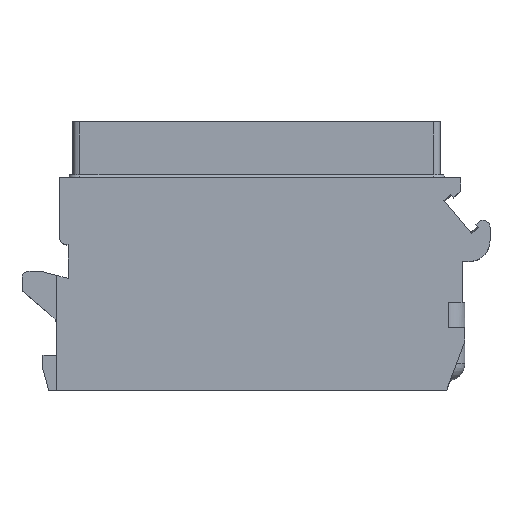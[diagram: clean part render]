
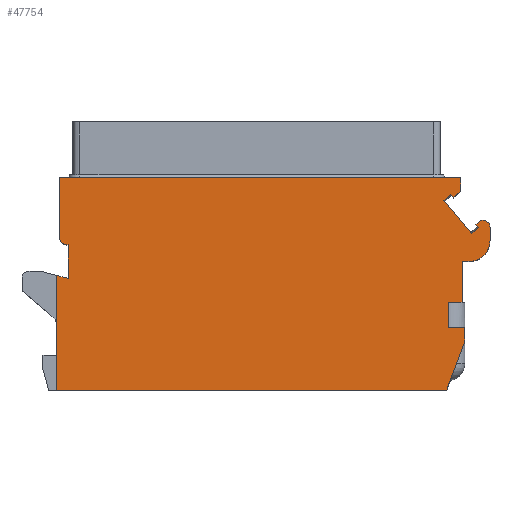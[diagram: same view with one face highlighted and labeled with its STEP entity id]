
A CAD part, top view. The second image highlights one B-rep face of the part: STEP entity #47754.
In plain terms, the highlighted planar face has unit normal (0, 0, 1).
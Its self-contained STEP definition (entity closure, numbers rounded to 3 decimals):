
#2398=DIRECTION('',(0.643,-0.766,0.));
#2399=VECTOR('',#2398,0.3);
#2400=CARTESIAN_POINT('',(15.698,11.873,7.));
#2401=LINE('',#2400,#2399);
#2402=DIRECTION('',(0.766,0.643,0.));
#2403=VECTOR('',#2402,0.236);
#2404=CARTESIAN_POINT('',(15.698,11.873,7.));
#2405=LINE('',#2404,#2403);
#2406=DIRECTION('',(0.,1.,0.));
#2407=VECTOR('',#2406,0.942);
#2408=CARTESIAN_POINT('',(16.7,10.7,7.));
#2409=LINE('',#2408,#2407);
#2410=DIRECTION('',(-1.,0.,0.));
#2411=VECTOR('',#2410,0.5);
#2412=CARTESIAN_POINT('',(15.2,9.2,7.));
#2413=LINE('',#2412,#2411);
#2414=DIRECTION('',(0.,-1.,0.));
#2415=VECTOR('',#2414,2.9);
#2416=CARTESIAN_POINT('',(14.7,9.2,7.));
#2417=LINE('',#2416,#2415);
#2418=DIRECTION('',(-1.,0.,0.));
#2419=VECTOR('',#2418,1.);
#2420=CARTESIAN_POINT('',(14.7,6.3,7.));
#2421=LINE('',#2420,#2419);
#2422=DIRECTION('',(0.,-1.,0.));
#2423=VECTOR('',#2422,1.8);
#2424=CARTESIAN_POINT('',(13.7,6.3,7.));
#2425=LINE('',#2424,#2423);
#2426=DIRECTION('',(1.,0.,0.));
#2427=VECTOR('',#2426,1.2);
#2428=CARTESIAN_POINT('',(13.7,4.5,7.));
#2429=LINE('',#2428,#2427);
#2430=DIRECTION('',(0.,-1.,0.));
#2431=VECTOR('',#2430,1.);
#2432=CARTESIAN_POINT('',(14.9,4.5,7.));
#2433=LINE('',#2432,#2431);
#2434=DIRECTION('',(-0.348,-0.937,0.));
#2435=VECTOR('',#2434,3.734);
#2436=CARTESIAN_POINT('',(14.9,3.5,7.));
#2437=LINE('',#2436,#2435);
#2438=DIRECTION('',(1.,0.,0.));
#2439=VECTOR('',#2438,27.9);
#2440=CARTESIAN_POINT('',(-14.3,0.,7.));
#2441=LINE('',#2440,#2439);
#2442=DIRECTION('',(0.966,-0.259,0.));
#2443=VECTOR('',#2442,0.828);
#2444=CARTESIAN_POINT('',(-14.3,8.205,7.));
#2445=LINE('',#2444,#2443);
#2446=DIRECTION('',(0.,1.,0.));
#2447=VECTOR('',#2446,2.409);
#2448=CARTESIAN_POINT('',(-13.5,7.991,7.));
#2449=LINE('',#2448,#2447);
#2450=DIRECTION('',(-1.,0.,0.));
#2451=VECTOR('',#2450,0.1);
#2452=CARTESIAN_POINT('',(-13.5,10.4,7.));
#2453=LINE('',#2452,#2451);
#2454=CARTESIAN_POINT('',(-13.6,10.9,7.));
#2455=DIRECTION('',(0.,0.,1.));
#2456=DIRECTION('',(-1.,0.,0.));
#2457=AXIS2_PLACEMENT_3D('',#2454,#2455,#2456);
#2459=DIRECTION('',(0.,-1.,0.));
#2460=VECTOR('',#2459,4.3);
#2461=CARTESIAN_POINT('',(-14.1,15.2,7.));
#2462=LINE('',#2461,#2460);
#2463=DIRECTION('',(-1.,0.,0.));
#2464=VECTOR('',#2463,28.7);
#2465=CARTESIAN_POINT('',(14.6,15.2,7.));
#2466=LINE('',#2465,#2464);
#2467=DIRECTION('',(0.,-1.,0.));
#2468=VECTOR('',#2467,0.985);
#2469=CARTESIAN_POINT('',(14.6,15.2,7.));
#2470=LINE('',#2469,#2468);
#2471=DIRECTION('',(-0.766,-0.643,0.));
#2472=VECTOR('',#2471,0.665);
#2473=CARTESIAN_POINT('',(14.6,14.215,7.));
#2474=LINE('',#2473,#2472);
#2475=DIRECTION('',(0.643,-0.766,0.));
#2476=VECTOR('',#2475,0.3);
#2477=CARTESIAN_POINT('',(13.898,14.018,7.));
#2478=LINE('',#2477,#2476);
#2479=DIRECTION('',(0.643,-0.766,0.));
#2480=VECTOR('',#2479,3.1);
#2481=CARTESIAN_POINT('',(13.4,13.6,7.));
#2482=LINE('',#2481,#2480);
#2495=CARTESIAN_POINT('',(16.2,11.642,7.));
#2496=DIRECTION('',(0.,0.,1.));
#2497=DIRECTION('',(1.,0.,0.));
#2498=AXIS2_PLACEMENT_3D('',#2495,#2496,#2497);
#2522=CARTESIAN_POINT('',(15.2,10.7,7.));
#2523=DIRECTION('',(0.,0.,-1.));
#2524=DIRECTION('',(1.,0.,0.));
#2525=AXIS2_PLACEMENT_3D('',#2522,#2523,#2524);
#2752=DIRECTION('',(0.,-1.,0.));
#2753=VECTOR('',#2752,8.205);
#2754=CARTESIAN_POINT('',(-14.3,8.205,7.));
#2755=LINE('',#2754,#2753);
#8422=DIRECTION('',(0.766,0.643,0.));
#8423=VECTOR('',#8422,0.65);
#8424=CARTESIAN_POINT('',(13.4,13.6,7.));
#8425=LINE('',#8424,#8423);
#8450=DIRECTION('',(-0.766,-0.643,0.));
#8451=VECTOR('',#8450,0.65);
#8452=CARTESIAN_POINT('',(15.891,11.643,7.));
#8453=LINE('',#8452,#8451);
#37368=CARTESIAN_POINT('',(-13.5,7.991,7.));
#37369=CARTESIAN_POINT('',(-13.5,10.4,7.));
#37370=VERTEX_POINT('',#37368);
#37371=VERTEX_POINT('',#37369);
#37372=CARTESIAN_POINT('',(-14.1,10.9,7.));
#37373=CARTESIAN_POINT('',(-13.6,10.4,7.));
#37374=VERTEX_POINT('',#37372);
#37375=VERTEX_POINT('',#37373);
#37376=CARTESIAN_POINT('',(-14.1,15.2,7.));
#37377=VERTEX_POINT('',#37376);
#37378=CARTESIAN_POINT('',(-14.3,8.205,7.));
#37380=VERTEX_POINT('',#37378);
#37390=CARTESIAN_POINT('',(-14.3,0.,7.));
#37391=VERTEX_POINT('',#37390);
#37434=CARTESIAN_POINT('',(14.7,9.2,7.));
#37436=VERTEX_POINT('',#37434);
#37450=CARTESIAN_POINT('',(14.7,6.3,7.));
#37451=CARTESIAN_POINT('',(13.7,6.3,7.));
#37452=VERTEX_POINT('',#37450);
#37453=VERTEX_POINT('',#37451);
#37454=CARTESIAN_POINT('',(13.7,4.5,7.));
#37455=VERTEX_POINT('',#37454);
#37456=CARTESIAN_POINT('',(14.9,4.5,7.));
#37457=VERTEX_POINT('',#37456);
#37458=CARTESIAN_POINT('',(14.9,3.5,7.));
#37459=VERTEX_POINT('',#37458);
#37460=CARTESIAN_POINT('',(13.6,0.,7.));
#37461=VERTEX_POINT('',#37460);
#37463=CARTESIAN_POINT('',(16.7,10.7,7.));
#37465=VERTEX_POINT('',#37463);
#37467=CARTESIAN_POINT('',(15.2,9.2,7.));
#37469=VERTEX_POINT('',#37467);
#37491=CARTESIAN_POINT('',(14.6,15.2,7.));
#37492=CARTESIAN_POINT('',(14.6,14.215,7.));
#37493=VERTEX_POINT('',#37491);
#37494=VERTEX_POINT('',#37492);
#37496=CARTESIAN_POINT('',(16.7,11.642,7.));
#37498=VERTEX_POINT('',#37496);
#37500=CARTESIAN_POINT('',(15.879,12.025,7.));
#37502=VERTEX_POINT('',#37500);
#39844=CARTESIAN_POINT('',(13.4,13.6,7.));
#39846=VERTEX_POINT('',#39844);
#39854=CARTESIAN_POINT('',(15.393,11.225,7.));
#39855=VERTEX_POINT('',#39854);
#39860=CARTESIAN_POINT('',(14.091,13.788,7.));
#39861=VERTEX_POINT('',#39860);
#39862=CARTESIAN_POINT('',(13.898,14.018,7.));
#39864=VERTEX_POINT('',#39862);
#39870=CARTESIAN_POINT('',(15.698,11.873,7.));
#39871=VERTEX_POINT('',#39870);
#39873=CARTESIAN_POINT('',(15.891,11.643,7.));
#39875=VERTEX_POINT('',#39873);
#47698=CARTESIAN_POINT('',(0.,0.,7.));
#47699=DIRECTION('',(0.,0.,1.));
#47700=DIRECTION('',(1.,0.,0.));
#47701=AXIS2_PLACEMENT_3D('',#47698,#47699,#47700);
#47702=PLANE('',#47701);
#47703=ORIENTED_EDGE('',*,*,#47688,.F.);
#47705=ORIENTED_EDGE('',*,*,#47704,.T.);
#47707=ORIENTED_EDGE('',*,*,#47706,.F.);
#47709=ORIENTED_EDGE('',*,*,#47708,.F.);
#47711=ORIENTED_EDGE('',*,*,#47710,.T.);
#47713=ORIENTED_EDGE('',*,*,#47712,.T.);
#47715=ORIENTED_EDGE('',*,*,#47714,.T.);
#47717=ORIENTED_EDGE('',*,*,#47716,.T.);
#47719=ORIENTED_EDGE('',*,*,#47718,.T.);
#47721=ORIENTED_EDGE('',*,*,#47720,.T.);
#47723=ORIENTED_EDGE('',*,*,#47722,.T.);
#47725=ORIENTED_EDGE('',*,*,#47724,.T.);
#47727=ORIENTED_EDGE('',*,*,#47726,.F.);
#47729=ORIENTED_EDGE('',*,*,#47728,.F.);
#47731=ORIENTED_EDGE('',*,*,#47730,.T.);
#47733=ORIENTED_EDGE('',*,*,#47732,.T.);
#47735=ORIENTED_EDGE('',*,*,#47734,.T.);
#47737=ORIENTED_EDGE('',*,*,#47736,.F.);
#47739=ORIENTED_EDGE('',*,*,#47738,.F.);
#47740=ORIENTED_EDGE('',*,*,#47569,.F.);
#47741=ORIENTED_EDGE('',*,*,#47604,.T.);
#47743=ORIENTED_EDGE('',*,*,#47742,.T.);
#47745=ORIENTED_EDGE('',*,*,#47744,.F.);
#47747=ORIENTED_EDGE('',*,*,#47746,.F.);
#47749=ORIENTED_EDGE('',*,*,#47748,.T.);
#47751=ORIENTED_EDGE('',*,*,#47750,.F.);
#47752=EDGE_LOOP('',(#47703,#47705,#47707,#47709,#47711,#47713,#47715,#47717,
#47719,#47721,#47723,#47725,#47727,#47729,#47731,#47733,#47735,#47737,#47739,
#47740,#47741,#47743,#47745,#47747,#47749,#47751));
#47753=FACE_OUTER_BOUND('',#47752,.F.);
#47754=ADVANCED_FACE('',(#47753),#47702,.T.);
#2458=CIRCLE('',#2457,0.5);
#2499=CIRCLE('',#2498,0.5);
#2526=CIRCLE('',#2525,1.5);
#47569=EDGE_CURVE('',#37493,#37377,#2466,.T.);
#47604=EDGE_CURVE('',#37493,#37494,#2470,.T.);
#47688=EDGE_CURVE('',#39871,#39875,#2401,.T.);
#47704=EDGE_CURVE('',#39871,#37502,#2405,.T.);
#47706=EDGE_CURVE('',#37498,#37502,#2499,.T.);
#47708=EDGE_CURVE('',#37465,#37498,#2409,.T.);
#47710=EDGE_CURVE('',#37465,#37469,#2526,.T.);
#47712=EDGE_CURVE('',#37469,#37436,#2413,.T.);
#47714=EDGE_CURVE('',#37436,#37452,#2417,.T.);
#47716=EDGE_CURVE('',#37452,#37453,#2421,.T.);
#47718=EDGE_CURVE('',#37453,#37455,#2425,.T.);
#47720=EDGE_CURVE('',#37455,#37457,#2429,.T.);
#47722=EDGE_CURVE('',#37457,#37459,#2433,.T.);
#47724=EDGE_CURVE('',#37459,#37461,#2437,.T.);
#47726=EDGE_CURVE('',#37391,#37461,#2441,.T.);
#47728=EDGE_CURVE('',#37380,#37391,#2755,.T.);
#47730=EDGE_CURVE('',#37380,#37370,#2445,.T.);
#47732=EDGE_CURVE('',#37370,#37371,#2449,.T.);
#47734=EDGE_CURVE('',#37371,#37375,#2453,.T.);
#47736=EDGE_CURVE('',#37374,#37375,#2458,.T.);
#47738=EDGE_CURVE('',#37377,#37374,#2462,.T.);
#47742=EDGE_CURVE('',#37494,#39861,#2474,.T.);
#47744=EDGE_CURVE('',#39864,#39861,#2478,.T.);
#47746=EDGE_CURVE('',#39846,#39864,#8425,.T.);
#47748=EDGE_CURVE('',#39846,#39855,#2482,.T.);
#47750=EDGE_CURVE('',#39875,#39855,#8453,.T.);
